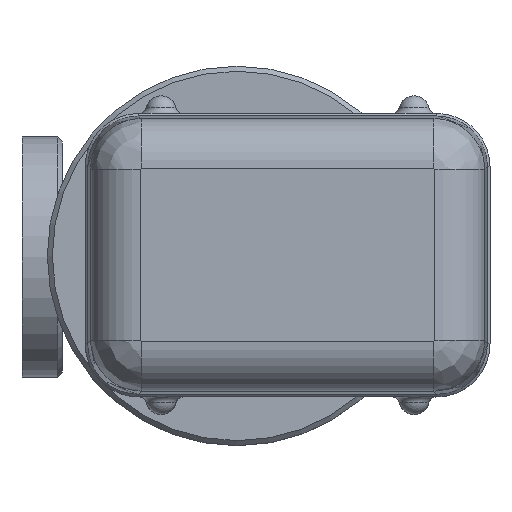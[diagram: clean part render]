
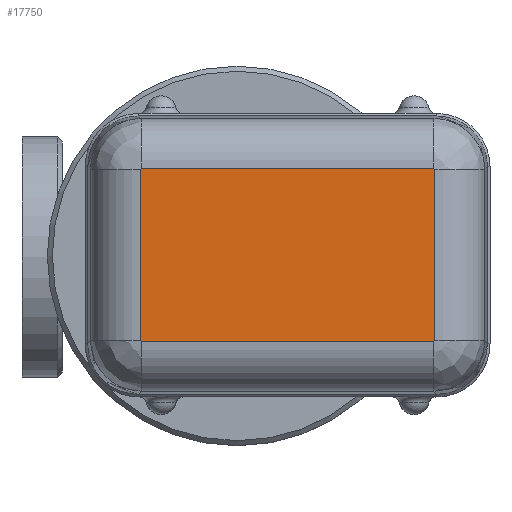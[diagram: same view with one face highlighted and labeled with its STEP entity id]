
A CAD part, top view. The second image highlights one B-rep face of the part: STEP entity #17750.
In plain terms, the highlighted planar face has unit normal (0, 0, 1).
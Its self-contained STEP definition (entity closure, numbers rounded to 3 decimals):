
#909=LINE('',#40911,#1904);
#910=LINE('',#40916,#1905);
#913=LINE('',#41091,#1908);
#914=LINE('',#41096,#1909);
#1904=VECTOR('',#22194,67.708);
#1905=VECTOR('',#22199,115.708);
#1908=VECTOR('',#22210,115.708);
#1909=VECTOR('',#22215,67.708);
#2788=B_SPLINE_CURVE_WITH_KNOTS('',3,(#40890,#40891,#40892,#40893,#40894,
#40895,#40896),.UNSPECIFIED.,.F.,.F.,(4,1,1,1,4),(0.,0.014,
0.027,0.041,0.047),.UNSPECIFIED.);
#2790=B_SPLINE_CURVE_WITH_KNOTS('',3,(#40975,#40976,#40977,#40978,#40979,
#40980,#40981,#40982),.UNSPECIFIED.,.F.,.F.,(4,1,1,1,1,4),(0.,
0.007,0.014,0.027,0.041,
0.047),.UNSPECIFIED.);
#2792=B_SPLINE_CURVE_WITH_KNOTS('',3,(#41066,#41067,#41068,#41069,#41070,
#41071,#41072,#41073,#41074,#41075),.UNSPECIFIED.,.F.,.F.,(4,1,1,1,1,1,
1,4),(0.,0.007,0.014,0.02,0.027,
0.034,0.041,0.047),.UNSPECIFIED.);
#2794=B_SPLINE_CURVE_WITH_KNOTS('',3,(#41147,#41148,#41149,#41150,#41151,
#41152,#41153),.UNSPECIFIED.,.F.,.F.,(4,1,1,1,4),(0.,0.014,
0.027,0.041,0.047),.UNSPECIFIED.);
#4147=FACE_OUTER_BOUND('',#5433,.T.);
#5433=EDGE_LOOP('',(#13610,#13611,#13612,#13613,#13614,#13615,#13616,#13617));
#8022=VERTEX_POINT('',#40887);
#8023=VERTEX_POINT('',#40889);
#8025=VERTEX_POINT('',#40907);
#8028=VERTEX_POINT('',#40914);
#8029=VERTEX_POINT('',#40974);
#8032=VERTEX_POINT('',#41064);
#8033=VERTEX_POINT('',#41087);
#8036=VERTEX_POINT('',#41094);
#10027=EDGE_CURVE('',#8022,#8023,#2788,.T.);
#10032=EDGE_CURVE('',#8023,#8025,#909,.T.);
#10034=EDGE_CURVE('',#8028,#8022,#910,.T.);
#10036=EDGE_CURVE('',#8025,#8029,#2790,.T.);
#10040=EDGE_CURVE('',#8032,#8028,#2792,.T.);
#10044=EDGE_CURVE('',#8029,#8033,#913,.T.);
#10046=EDGE_CURVE('',#8036,#8032,#914,.T.);
#10048=EDGE_CURVE('',#8033,#8036,#2794,.T.);
#13610=ORIENTED_EDGE('',*,*,#10027,.F.);
#13611=ORIENTED_EDGE('',*,*,#10034,.F.);
#13612=ORIENTED_EDGE('',*,*,#10040,.F.);
#13613=ORIENTED_EDGE('',*,*,#10046,.F.);
#13614=ORIENTED_EDGE('',*,*,#10048,.F.);
#13615=ORIENTED_EDGE('',*,*,#10044,.F.);
#13616=ORIENTED_EDGE('',*,*,#10036,.F.);
#13617=ORIENTED_EDGE('',*,*,#10032,.F.);
#16998=PLANE('',#19174);
#17750=ADVANCED_FACE('',(#4147),#16998,.T.);
#19174=AXIS2_PLACEMENT_3D('',#41245,#22228,#22229);
#22194=DIRECTION('',(0.,-1.,0.));
#22199=DIRECTION('',(1.,0.,0.));
#22210=DIRECTION('',(-1.,0.,0.));
#22215=DIRECTION('',(0.,1.,0.));
#22228=DIRECTION('center_axis',(0.,0.,
1.));
#22229=DIRECTION('ref_axis',(1.,0.,0.));
#40887=CARTESIAN_POINT('',(77.854,34.157,557.));
#40889=CARTESIAN_POINT('',(78.157,33.854,557.));
#40890=CARTESIAN_POINT('Ctrl Pts',(77.854,34.157,557.));
#40891=CARTESIAN_POINT('Ctrl Pts',(77.899,34.157,557.));
#40892=CARTESIAN_POINT('Ctrl Pts',(77.989,34.136,557.));
#40893=CARTESIAN_POINT('Ctrl Pts',(78.098,34.049,557.));
#40894=CARTESIAN_POINT('Ctrl Pts',(78.149,33.945,557.));
#40895=CARTESIAN_POINT('Ctrl Pts',(78.157,33.876,557.));
#40896=CARTESIAN_POINT('Ctrl Pts',(78.157,33.854,557.));
#40907=CARTESIAN_POINT('',(78.157,-33.854,557.));
#40911=CARTESIAN_POINT('',(78.157,-17.5,557.));
#40914=CARTESIAN_POINT('',(-37.854,34.157,557.));
#40916=CARTESIAN_POINT('',(49.5,34.157,557.));
#40974=CARTESIAN_POINT('',(77.854,-34.157,557.));
#40975=CARTESIAN_POINT('Ctrl Pts',(78.157,-33.854,557.));
#40976=CARTESIAN_POINT('Ctrl Pts',(78.157,-33.876,557.));
#40977=CARTESIAN_POINT('Ctrl Pts',(78.152,-33.922,557.));
#40978=CARTESIAN_POINT('Ctrl Pts',(78.121,-34.008,557.));
#40979=CARTESIAN_POINT('Ctrl Pts',(78.049,-34.099,557.));
#40980=CARTESIAN_POINT('Ctrl Pts',(77.944,-34.149,557.));
#40981=CARTESIAN_POINT('Ctrl Pts',(77.876,-34.157,557.));
#40982=CARTESIAN_POINT('Ctrl Pts',(77.854,-34.157,557.));
#41064=CARTESIAN_POINT('',(-38.157,33.854,557.));
#41066=CARTESIAN_POINT('Ctrl Pts',(-38.157,33.854,557.));
#41067=CARTESIAN_POINT('Ctrl Pts',(-38.157,33.876,557.));
#41068=CARTESIAN_POINT('Ctrl Pts',(-38.152,33.922,557.));
#41069=CARTESIAN_POINT('Ctrl Pts',(-38.129,33.986,557.));
#41070=CARTESIAN_POINT('Ctrl Pts',(-38.093,34.044,557.));
#41071=CARTESIAN_POINT('Ctrl Pts',(-38.044,34.092,557.));
#41072=CARTESIAN_POINT('Ctrl Pts',(-37.986,34.129,557.));
#41073=CARTESIAN_POINT('Ctrl Pts',(-37.922,34.152,557.));
#41074=CARTESIAN_POINT('Ctrl Pts',(-37.876,34.157,557.));
#41075=CARTESIAN_POINT('Ctrl Pts',(-37.854,34.157,557.));
#41087=CARTESIAN_POINT('',(-37.854,-34.157,557.));
#41091=CARTESIAN_POINT('',(-9.5,-34.157,557.));
#41094=CARTESIAN_POINT('',(-38.157,-33.854,557.));
#41096=CARTESIAN_POINT('',(-38.157,17.5,557.));
#41147=CARTESIAN_POINT('Ctrl Pts',(-37.854,-34.157,
557.));
#41148=CARTESIAN_POINT('Ctrl Pts',(-37.899,-34.157,
557.));
#41149=CARTESIAN_POINT('Ctrl Pts',(-37.989,-34.136,
557.));
#41150=CARTESIAN_POINT('Ctrl Pts',(-38.098,-34.049,
557.));
#41151=CARTESIAN_POINT('Ctrl Pts',(-38.149,-33.945,
557.));
#41152=CARTESIAN_POINT('Ctrl Pts',(-38.157,-33.876,
557.));
#41153=CARTESIAN_POINT('Ctrl Pts',(-38.157,-33.854,
557.));
#41245=CARTESIAN_POINT('Origin',(20.,0.,557.));
